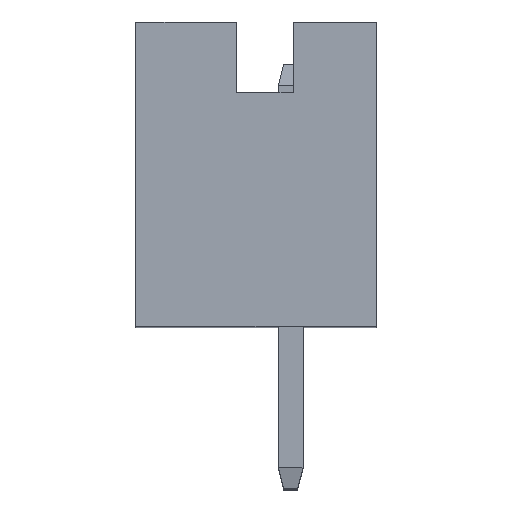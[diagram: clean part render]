
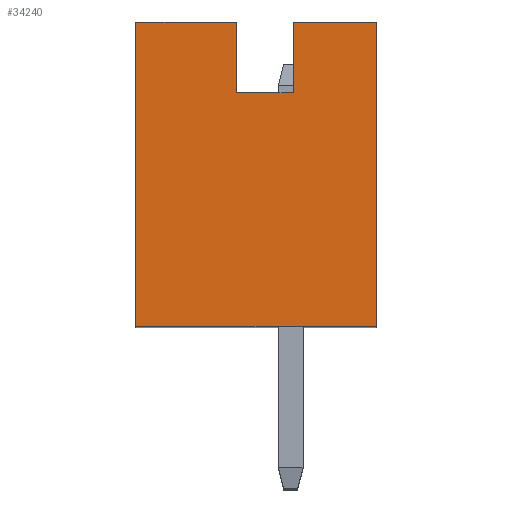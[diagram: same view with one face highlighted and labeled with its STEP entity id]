
A CAD part, top view. The second image highlights one B-rep face of the part: STEP entity #34240.
In plain terms, the highlighted planar face has unit normal (0, 0, 1).
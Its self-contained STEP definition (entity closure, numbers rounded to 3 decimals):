
#3990=CARTESIAN_POINT('',(0.,-1.53,-6.05));
#4000=DIRECTION('',(1.,0.,0.));
#4010=VECTOR('',#4000,1.);
#4020=LINE('',#3990,#4010);
#4030=CARTESIAN_POINT('',(-2.217,-1.53,-6.05));
#4040=VERTEX_POINT('',#4030);
#4050=CARTESIAN_POINT('',(1.183,-1.53,-6.05));
#4060=VERTEX_POINT('',#4050);
#4070=EDGE_CURVE('',#4040,#4060,#4020,.T.);
#12140=CARTESIAN_POINT('',(1.183,0.,-6.05));
#12150=DIRECTION('',(0.,1.,0.));
#12160=VECTOR('',#12150,1.);
#12170=LINE('',#12140,#12160);
#12180=CARTESIAN_POINT('',(1.183,2.77,-6.05));
#12190=VERTEX_POINT('',#12180);
#12200=EDGE_CURVE('',#4060,#12190,#12170,.T.);
#33690=CARTESIAN_POINT('',(-0.318,-2.272,-6.05));
#33700=DIRECTION('',(0.,0.,1.));
#33710=DIRECTION('',(1.,0.,0.));
#33720=AXIS2_PLACEMENT_3D('',#33690,#33700,#33710);
#33730=PLANE('',#33720);
#33740=CARTESIAN_POINT('',(-2.217,0.,-6.05));
#33750=DIRECTION('',(0.,1.,0.));
#33760=VECTOR('',#33750,1.);
#33770=LINE('',#33740,#33760);
#33780=CARTESIAN_POINT('',(-2.217,2.77,-6.05));
#33790=VERTEX_POINT('',#33780);
#33800=EDGE_CURVE('',#4040,#33790,#33770,.T.);
#33810=ORIENTED_EDGE('',*,*,#33800,.F.);
#33820=CARTESIAN_POINT('',(0.,2.77,-6.05));
#33830=DIRECTION('',(1.,0.,0.));
#33840=VECTOR('',#33830,1.);
#33850=LINE('',#33820,#33840);
#33860=CARTESIAN_POINT('',(-0.792,2.77,-6.05));
#33870=VERTEX_POINT('',#33860);
#33880=EDGE_CURVE('',#33790,#33870,#33850,.T.);
#33890=ORIENTED_EDGE('',*,*,#33880,.F.);
#33900=CARTESIAN_POINT('',(-0.792,2.77,-6.05));
#33910=DIRECTION('',(0.,-1.,0.));
#33920=VECTOR('',#33910,1.);
#33930=LINE('',#33900,#33920);
#33940=CARTESIAN_POINT('',(-0.792,1.77,-6.05));
#33950=VERTEX_POINT('',#33940);
#33960=EDGE_CURVE('',#33870,#33950,#33930,.T.);
#33970=ORIENTED_EDGE('',*,*,#33960,.F.);
#33980=CARTESIAN_POINT('',(0.,1.77,-6.05));
#33990=DIRECTION('',(1.,0.,0.));
#34000=VECTOR('',#33990,1.);
#34010=LINE('',#33980,#34000);
#34020=CARTESIAN_POINT('',(0.008,1.77,-6.05));
#34030=VERTEX_POINT('',#34020);
#34040=EDGE_CURVE('',#33950,#34030,#34010,.T.);
#34050=ORIENTED_EDGE('',*,*,#34040,.F.);
#34060=CARTESIAN_POINT('',(0.008,0.,
-6.05));
#34070=DIRECTION('',(0.,1.,0.));
#34080=VECTOR('',#34070,1.);
#34090=LINE('',#34060,#34080);
#34100=CARTESIAN_POINT('',(0.008,2.77,-6.05));
#34110=VERTEX_POINT('',#34100);
#34120=EDGE_CURVE('',#34030,#34110,#34090,.T.);
#34130=ORIENTED_EDGE('',*,*,#34120,.F.);
#34140=CARTESIAN_POINT('',(0.108,2.77,-6.05));
#34150=DIRECTION('',(-1.,0.,0.));
#34160=VECTOR('',#34150,1.);
#34170=LINE('',#34140,#34160);
#34180=EDGE_CURVE('',#12190,#34110,#34170,.T.);
#34190=ORIENTED_EDGE('',*,*,#34180,.T.);
#34200=ORIENTED_EDGE('',*,*,#12200,.T.);
#34210=ORIENTED_EDGE('',*,*,#4070,.T.);
#34220=EDGE_LOOP('',(#34210,#34200,#34190,#34130,#34050,#33970,#33890,
#33810));
#34230=FACE_OUTER_BOUND('',#34220,.T.);
#34240=ADVANCED_FACE('',(#34230),#33730,.T.);
